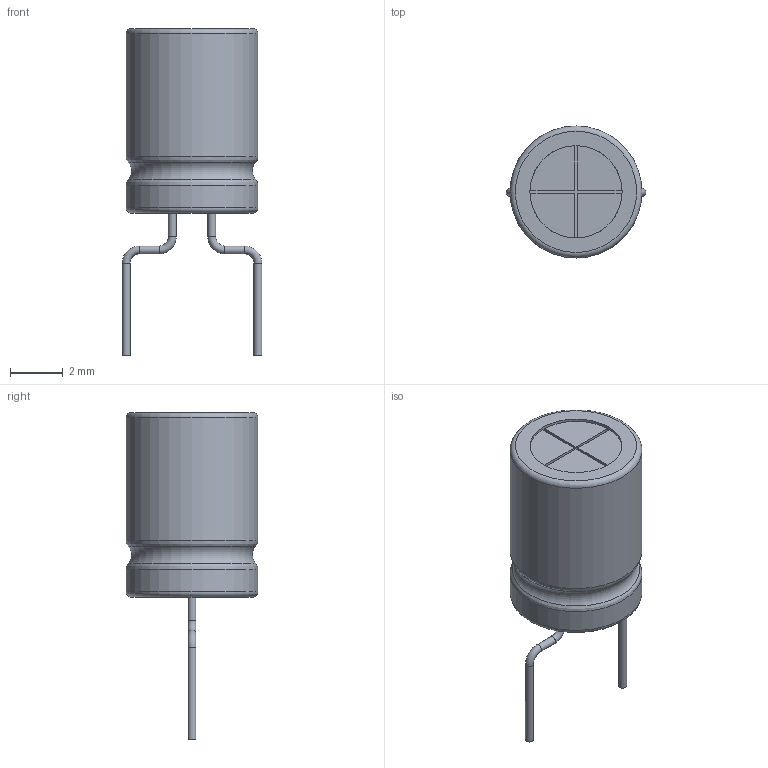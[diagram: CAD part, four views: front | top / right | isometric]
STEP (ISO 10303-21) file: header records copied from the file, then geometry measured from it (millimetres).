
FILE_DESCRIPTION(/* description */ (''),/* implementation_level */ '2;1');
FILE_NAME(/* name */ 'C_Radial_D4.0mm_H7.0mm_P1.50mm v3.step',/* time_stamp */ '2023-02-22T21:02:49+01:00',/* author */ (''),/* organization */ (''),/* preprocessor_version */ 'ST-DEVELOPER v19.2',/* originating_system */ 'Autodesk Translation Framework v11.17.0.187',/* authorisation */ '');
FILE_SCHEMA (('AUTOMOTIVE_DESIGN { 1 0 10303 214 3 1 1 }'));
Length unit declared in the file: millimetre
Products named in the file (1): C_Radial_D4.0mm_H7.0mm_P1.50mm
Bounding box: 5.3 x 5 x 12.4 mm (x, y, z)
Volume: 132.4 mm3; surface area: 185.4 mm2
Topology: 1 solids, 2 shells, 40 faces, 90 edges, 58 vertices
Faces by surface type: plane 20, cylinder 11, torus 7, bspline 2
Full cylindrical faces by diameter (mm): 0.3 x6, 3.5 x3, 5 x2
Entity records: 1293 total; most frequent: CARTESIAN_POINT 271, DIRECTION 219, ORIENTED_EDGE 180, EDGE_CURVE 90, AXIS2_PLACEMENT_3D 90, VERTEX_POINT 58, CIRCLE 51, EDGE_LOOP 44
